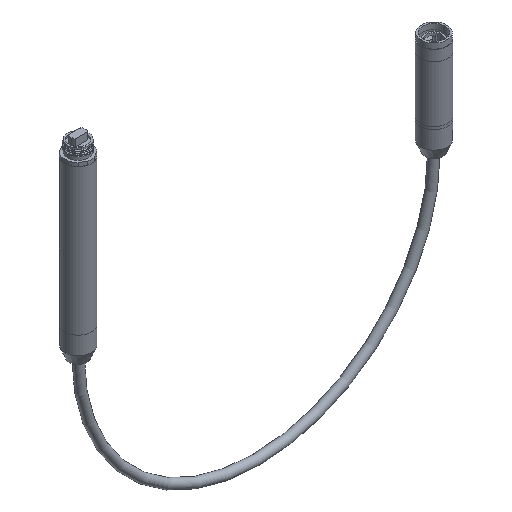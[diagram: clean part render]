
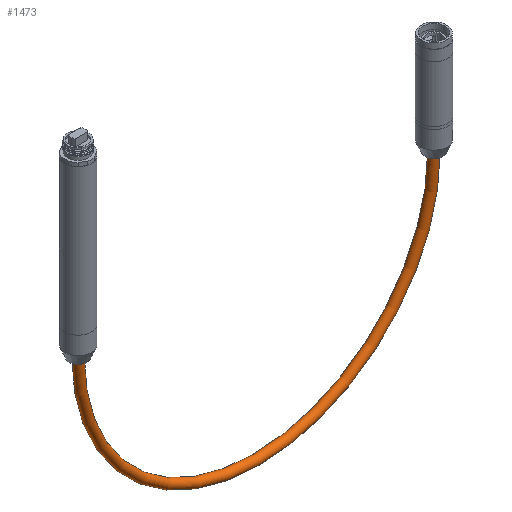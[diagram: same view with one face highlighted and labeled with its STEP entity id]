
A CAD part, isometric view. The second image highlights one B-rep face of the part: STEP entity #1473.
In plain terms, the highlighted toroidal (fillet/blend) face has major radius 100 mm and minor radius 2.5 mm.
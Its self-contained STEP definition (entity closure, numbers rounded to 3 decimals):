
#396=FACE_OUTER_BOUND('',#499,.T.);
#499=EDGE_LOOP('',(#1044,#1045,#1046,#1047));
#612=CIRCLE('',#1625,2.5);
#613=CIRCLE('',#1626,97.5);
#614=CIRCLE('',#1627,2.5);
#689=VERTEX_POINT('',#2262);
#690=VERTEX_POINT('',#2264);
#830=EDGE_CURVE('',#689,#689,#612,.T.);
#831=EDGE_CURVE('',#689,#690,#613,.T.);
#832=EDGE_CURVE('',#690,#690,#614,.T.);
#1044=ORIENTED_EDGE('',*,*,#830,.F.);
#1045=ORIENTED_EDGE('',*,*,#831,.T.);
#1046=ORIENTED_EDGE('',*,*,#832,.F.);
#1047=ORIENTED_EDGE('',*,*,#831,.F.);
#1472=TOROIDAL_SURFACE('',#1624,100.,2.5);
#1473=ADVANCED_FACE('',(#396),#1472,.T.);
#1624=AXIS2_PLACEMENT_3D('',#2261,#1809,#1810);
#1625=AXIS2_PLACEMENT_3D('',#2263,#1811,#1812);
#1626=AXIS2_PLACEMENT_3D('',#2265,#1813,#1814);
#1627=AXIS2_PLACEMENT_3D('',#2266,#1815,#1816);
#1809=DIRECTION('center_axis',(0.,0.,-1.));
#1810=DIRECTION('ref_axis',(-1.,0.,0.));
#1811=DIRECTION('center_axis',(0.,1.,0.));
#1812=DIRECTION('ref_axis',(-1.,0.,0.));
#1813=DIRECTION('center_axis',(0.,0.,1.));
#1814=DIRECTION('ref_axis',(-1.,0.,0.));
#1815=DIRECTION('center_axis',(0.,1.,0.));
#1816=DIRECTION('ref_axis',(1.,0.,0.));
#2261=CARTESIAN_POINT('Origin',(-100.,0.,0.));
#2262=CARTESIAN_POINT('',(-197.5,0.,0.));
#2263=CARTESIAN_POINT('Origin',(-200.,0.,0.));
#2264=CARTESIAN_POINT('',(-2.5,0.,0.));
#2265=CARTESIAN_POINT('Origin',(-100.,0.,0.));
#2266=CARTESIAN_POINT('Origin',(0.,0.,0.));
